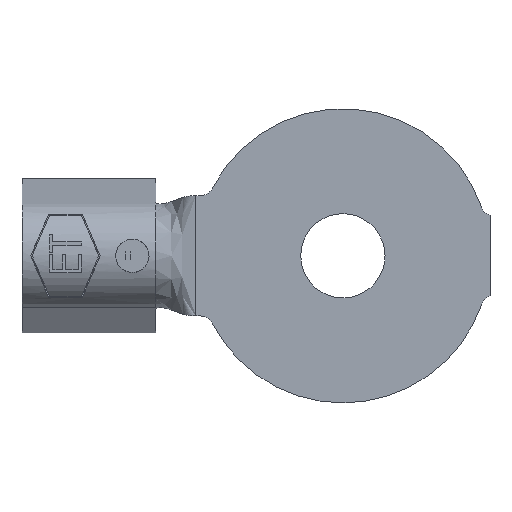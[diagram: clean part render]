
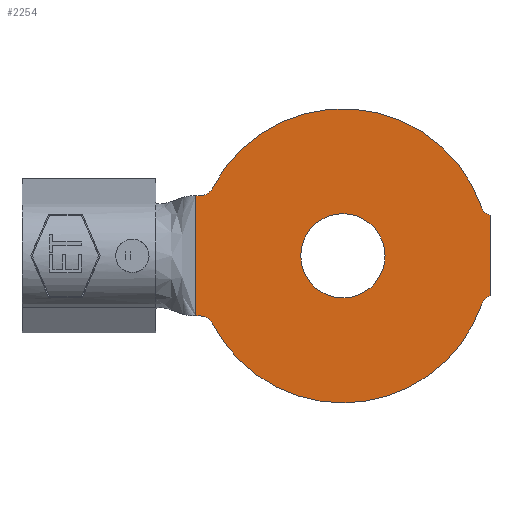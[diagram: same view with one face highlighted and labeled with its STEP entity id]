
A CAD part, front view. The second image highlights one B-rep face of the part: STEP entity #2254.
In plain terms, the highlighted planar face has unit normal (0, -1, 0).
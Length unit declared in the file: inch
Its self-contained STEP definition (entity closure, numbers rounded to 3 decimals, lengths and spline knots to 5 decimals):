
#60 = CIRCLE ( 'NONE', #1947, 0.11 ) ;
#85 = DIRECTION ( 'NONE',  ( 0., 0., 1. ) ) ;
#105 = VECTOR ( 'NONE', #1457, 39.37008 ) ;
#155 = EDGE_CURVE ( 'NONE', #3420, #3321, #1531, .T. ) ;
#162 = ORIENTED_EDGE ( 'NONE', *, *, #2271, .F. ) ;
#175 = EDGE_CURVE ( 'NONE', #1152, #3322, #60, .T. ) ;
#181 = CARTESIAN_POINT ( 'NONE',  ( -0.10665, 0., 0.055 ) ) ;
#182 = DIRECTION ( 'NONE',  ( 0., 0., -1. ) ) ;
#186 = DIRECTION ( 'NONE',  ( 0., 1., 0. ) ) ;
#195 = CIRCLE ( 'NONE', #1828, 0.01 ) ;
#196 = CARTESIAN_POINT ( 'NONE',  ( -0.11, 0., -0.045 ) ) ;
#198 = CIRCLE ( 'NONE', #1732, 0.01 ) ;
#241 = CARTESIAN_POINT ( 'NONE',  ( 0., 0., 0.0315 ) ) ;
#263 = DIRECTION ( 'NONE',  ( 0., 0., 1. ) ) ;
#356 = EDGE_CURVE ( 'NONE', #1844, #3322, #195, .T. ) ;
#417 = LINE ( 'NONE', #2946, #504 ) ;
#458 = AXIS2_PLACEMENT_3D ( 'NONE', #3433, #1734, #85 ) ;
#459 = DIRECTION ( 'NONE',  ( 0., 0., 1. ) ) ;
#474 = CARTESIAN_POINT ( 'NONE',  ( -0.09777, 0., -0.05042 ) ) ;
#487 = EDGE_CURVE ( 'NONE', #2738, #548, #2802, .T. ) ;
#504 = VECTOR ( 'NONE', #1254, 39.37008 ) ;
#525 = CARTESIAN_POINT ( 'NONE',  ( 0.11, 0., -0.03 ) ) ;
#548 = VERTEX_POINT ( 'NONE', #1133 ) ;
#559 = AXIS2_PLACEMENT_3D ( 'NONE', #984, #2934, #1248 ) ;
#630 = DIRECTION ( 'NONE',  ( 0., 1., 0. ) ) ;
#647 = DIRECTION ( 'NONE',  ( -1., 0., 0. ) ) ;
#701 = ORIENTED_EDGE ( 'NONE', *, *, #3089, .F. ) ;
#824 = CARTESIAN_POINT ( 'NONE',  ( 0.10389, 0., -0.03614 ) ) ;
#925 = AXIS2_PLACEMENT_3D ( 'NONE', #1845, #186, #2130 ) ;
#947 = DIRECTION ( 'NONE',  ( 0., 1., 0. ) ) ;
#966 = VERTEX_POINT ( 'NONE', #824 ) ;
#982 = VERTEX_POINT ( 'NONE', #2226 ) ;
#984 = CARTESIAN_POINT ( 'NONE',  ( 0.11334, 0., -0.03943 ) ) ;
#1055 = ORIENTED_EDGE ( 'NONE', *, *, #1862, .F. ) ;
#1065 = ORIENTED_EDGE ( 'NONE', *, *, #487, .T. ) ;
#1121 = DIRECTION ( 'NONE',  ( 0., 1., 0. ) ) ;
#1133 = CARTESIAN_POINT ( 'NONE',  ( 0.10389, 0., 0.03614 ) ) ;
#1152 = VERTEX_POINT ( 'NONE', #2621 ) ;
#1167 = CIRCLE ( 'NONE', #925, 0.0315 ) ;
#1172 = CARTESIAN_POINT ( 'NONE',  ( -0.10037, 0., -0.045 ) ) ;
#1187 = FACE_BOUND ( 'NONE', #3601, .T. ) ;
#1189 = CARTESIAN_POINT ( 'NONE',  ( 0., 0., 0. ) ) ;
#1195 = CARTESIAN_POINT ( 'NONE',  ( 0., 0., 0. ) ) ;
#1202 = CARTESIAN_POINT ( 'NONE',  ( -0.10665, 0., -0.045 ) ) ;
#1248 = DIRECTION ( 'NONE',  ( 0., 0., 1. ) ) ;
#1249 = EDGE_CURVE ( 'NONE', #2738, #2860, #1304, .T. ) ;
#1254 = DIRECTION ( 'NONE',  ( 0., 0., 1. ) ) ;
#1304 = LINE ( 'NONE', #1552, #1963 ) ;
#1381 = CARTESIAN_POINT ( 'NONE',  ( 0.11, 0., 0.03 ) ) ;
#1385 = VERTEX_POINT ( 'NONE', #3393 ) ;
#1440 = CIRCLE ( 'NONE', #2948, 0.11 ) ;
#1457 = DIRECTION ( 'NONE',  ( 1., 0., 0. ) ) ;
#1469 = DIRECTION ( 'NONE',  ( 0., 0., 1. ) ) ;
#1471 = DIRECTION ( 'NONE',  ( 0., 0., 1. ) ) ;
#1474 = EDGE_CURVE ( 'NONE', #966, #2860, #3501, .T. ) ;
#1531 = CIRCLE ( 'NONE', #458, 0.0315 ) ;
#1552 = CARTESIAN_POINT ( 'NONE',  ( 0.11, 0., -0.03 ) ) ;
#1556 = EDGE_CURVE ( 'NONE', #3321, #3420, #1167, .T. ) ;
#1562 = ORIENTED_EDGE ( 'NONE', *, *, #356, .T. ) ;
#1645 = CARTESIAN_POINT ( 'NONE',  ( -0.11, 0., 0.045 ) ) ;
#1669 = CIRCLE ( 'NONE', #2172, 0.11 ) ;
#1732 = AXIS2_PLACEMENT_3D ( 'NONE', #181, #2126, #459 ) ;
#1734 = DIRECTION ( 'NONE',  ( 0., 1., 0. ) ) ;
#1828 = AXIS2_PLACEMENT_3D ( 'NONE', #3614, #1921, #263 ) ;
#1844 = VERTEX_POINT ( 'NONE', #1202 ) ;
#1845 = CARTESIAN_POINT ( 'NONE',  ( 0., 0., 0. ) ) ;
#1852 = ORIENTED_EDGE ( 'NONE', *, *, #1474, .T. ) ;
#1862 = EDGE_CURVE ( 'NONE', #966, #1152, #1669, .T. ) ;
#1921 = DIRECTION ( 'NONE',  ( 0., 1., 0. ) ) ;
#1938 = ORIENTED_EDGE ( 'NONE', *, *, #2798, .F. ) ;
#1947 = AXIS2_PLACEMENT_3D ( 'NONE', #1195, #3157, #1471 ) ;
#1963 = VECTOR ( 'NONE', #182, 39.37008 ) ;
#2074 = VERTEX_POINT ( 'NONE', #1645 ) ;
#2126 = DIRECTION ( 'NONE',  ( 0., 1., 0. ) ) ;
#2130 = DIRECTION ( 'NONE',  ( 0., 0., 1. ) ) ;
#2134 = CARTESIAN_POINT ( 'NONE',  ( 0., 0., -0.0315 ) ) ;
#2148 = ORIENTED_EDGE ( 'NONE', *, *, #1556, .T. ) ;
#2172 = AXIS2_PLACEMENT_3D ( 'NONE', #2615, #947, #2902 ) ;
#2219 = AXIS2_PLACEMENT_3D ( 'NONE', #2563, #630, #2570 ) ;
#2226 = CARTESIAN_POINT ( 'NONE',  ( -0.10665, 0., 0.045 ) ) ;
#2239 = LINE ( 'NONE', #3135, #105 ) ;
#2254 = ADVANCED_FACE ( 'NONE', ( #1187, #3342 ), #2305, .F. ) ;
#2271 = EDGE_CURVE ( 'NONE', #1844, #2531, #3248, .T. ) ;
#2305 = PLANE ( 'NONE',  #2219 ) ;
#2470 = EDGE_CURVE ( 'NONE', #2531, #2074, #417, .T. ) ;
#2531 = VERTEX_POINT ( 'NONE', #196 ) ;
#2563 = CARTESIAN_POINT ( 'NONE',  ( 0., 0., 0. ) ) ;
#2570 = DIRECTION ( 'NONE',  ( 0., 0., 1. ) ) ;
#2615 = CARTESIAN_POINT ( 'NONE',  ( 0., 0., 0. ) ) ;
#2621 = CARTESIAN_POINT ( 'NONE',  ( 0., 0., -0.11 ) ) ;
#2729 = ORIENTED_EDGE ( 'NONE', *, *, #175, .F. ) ;
#2738 = VERTEX_POINT ( 'NONE', #1381 ) ;
#2749 = ORIENTED_EDGE ( 'NONE', *, *, #155, .T. ) ;
#2798 = EDGE_CURVE ( 'NONE', #2074, #982, #2239, .T. ) ;
#2802 = CIRCLE ( 'NONE', #2962, 0.01 ) ;
#2807 = CARTESIAN_POINT ( 'NONE',  ( 0.11334, 0., 0.03943 ) ) ;
#2860 = VERTEX_POINT ( 'NONE', #525 ) ;
#2902 = DIRECTION ( 'NONE',  ( 0., 0., 1. ) ) ;
#2934 = DIRECTION ( 'NONE',  ( 0., 1., 0. ) ) ;
#2946 = CARTESIAN_POINT ( 'NONE',  ( -0.11, 0., -0.045 ) ) ;
#2948 = AXIS2_PLACEMENT_3D ( 'NONE', #1189, #3145, #1469 ) ;
#2962 = AXIS2_PLACEMENT_3D ( 'NONE', #2807, #1121, #3091 ) ;
#3042 = EDGE_LOOP ( 'NONE', ( #1055, #1852, #3174, #1065, #701, #3603, #1938, #3574, #162, #1562, #2729 ) ) ;
#3089 = EDGE_CURVE ( 'NONE', #1385, #548, #1440, .T. ) ;
#3091 = DIRECTION ( 'NONE',  ( 0., 0., 1. ) ) ;
#3135 = CARTESIAN_POINT ( 'NONE',  ( -0.10037, 0., 0.045 ) ) ;
#3145 = DIRECTION ( 'NONE',  ( 0., 1., 0. ) ) ;
#3157 = DIRECTION ( 'NONE',  ( 0., 1., 0. ) ) ;
#3164 = VECTOR ( 'NONE', #647, 39.37008 ) ;
#3174 = ORIENTED_EDGE ( 'NONE', *, *, #1249, .F. ) ;
#3248 = LINE ( 'NONE', #1172, #3164 ) ;
#3293 = EDGE_CURVE ( 'NONE', #1385, #982, #198, .T. ) ;
#3321 = VERTEX_POINT ( 'NONE', #2134 ) ;
#3322 = VERTEX_POINT ( 'NONE', #474 ) ;
#3342 = FACE_OUTER_BOUND ( 'NONE', #3042, .T. ) ;
#3393 = CARTESIAN_POINT ( 'NONE',  ( -0.09777, 0., 0.05042 ) ) ;
#3420 = VERTEX_POINT ( 'NONE', #241 ) ;
#3433 = CARTESIAN_POINT ( 'NONE',  ( 0., 0., 0. ) ) ;
#3501 = CIRCLE ( 'NONE', #559, 0.01 ) ;
#3574 = ORIENTED_EDGE ( 'NONE', *, *, #2470, .F. ) ;
#3601 = EDGE_LOOP ( 'NONE', ( #2749, #2148 ) ) ;
#3603 = ORIENTED_EDGE ( 'NONE', *, *, #3293, .T. ) ;
#3614 = CARTESIAN_POINT ( 'NONE',  ( -0.10665, 0., -0.055 ) ) ;
